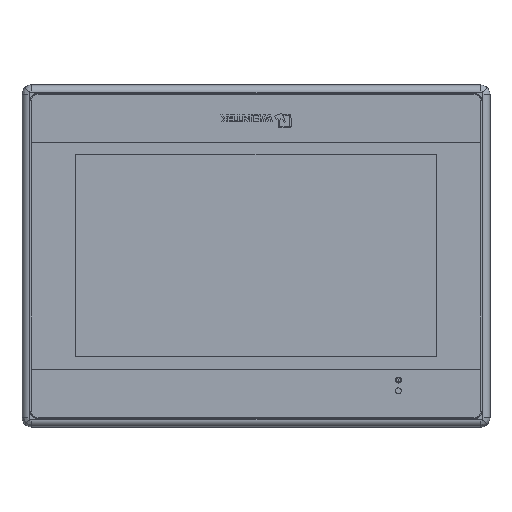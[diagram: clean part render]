
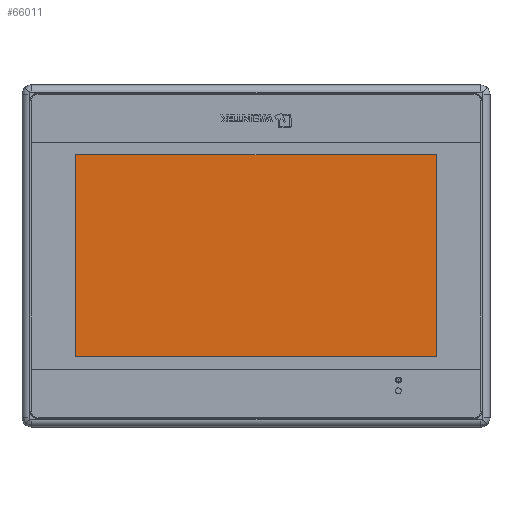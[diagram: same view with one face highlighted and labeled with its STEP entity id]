
A CAD part, top view. The second image highlights one B-rep face of the part: STEP entity #66011.
In plain terms, the highlighted planar face has unit normal (0, 0, 1).
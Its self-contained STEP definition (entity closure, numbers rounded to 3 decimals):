
#20183 = LINE ( 'NONE', #20185, #32807 ) ;
#20185 = CARTESIAN_POINT ( 'NONE',  ( 77.44, -66.093, 4.72 ) ) ;
#20186 = DIRECTION ( 'NONE',  ( 0., -1., 0. ) ) ;
#20270 = LINE ( 'NONE', #20271, #32891 ) ;
#20271 = CARTESIAN_POINT ( 'NONE',  ( -77.04, -66.093, 4.72 ) ) ;
#20272 = DIRECTION ( 'NONE',  ( 0., 1., 0. ) ) ;
#31877 = VERTEX_POINT ( 'NONE', #68766 ) ;
#31879 = VERTEX_POINT ( 'NONE', #68767 ) ;
#31885 = VERTEX_POINT ( 'NONE', #68770 ) ;
#31895 = VERTEX_POINT ( 'NONE', #68776 ) ;
#32807 = VECTOR ( 'NONE', #20186, 1000. ) ;
#32891 = VECTOR ( 'NONE', #20272, 1000. ) ;
#32956 = VECTOR ( 'NONE', #42271, 1000. ) ;
#33040 = VECTOR ( 'NONE', #42441, 1000. ) ;
#42267 = LINE ( 'NONE', #42270, #32956 ) ;
#42270 = CARTESIAN_POINT ( 'NONE',  ( -93.075, 43.597, 4.72 ) ) ;
#42271 = DIRECTION ( 'NONE',  ( 1., 0., 0. ) ) ;
#42436 = LINE ( 'NONE', #42439, #33040 ) ;
#42439 = CARTESIAN_POINT ( 'NONE',  ( -93.075, -43.023, 4.72 ) ) ;
#42441 = DIRECTION ( 'NONE',  ( -1., 0., 0. ) ) ;
#52333 = EDGE_LOOP ( 'NONE', ( #58315, #58354, #58222, #58294 ) ) ;
#58222 = ORIENTED_EDGE ( 'NONE', *, *, #71246, .F. ) ;
#58294 = ORIENTED_EDGE ( 'NONE', *, *, #71295, .F. ) ;
#58315 = ORIENTED_EDGE ( 'NONE', *, *, #71275, .F. ) ;
#58354 = ORIENTED_EDGE ( 'NONE', *, *, #71352, .F. ) ;
#62677 = AXIS2_PLACEMENT_3D ( 'NONE', #67212, #67233, #67234 ) ;
#66011 = ADVANCED_FACE ( 'NONE', ( #67227 ), #67229, .T. ) ;
#67212 = CARTESIAN_POINT ( 'NONE',  ( -93.075, -66.093, 4.72 ) ) ;
#67227 = FACE_OUTER_BOUND ( 'NONE', #52333, .T. ) ;
#67229 = PLANE ( 'NONE',  #62677 ) ;
#67233 = DIRECTION ( 'NONE',  ( 0., 0., 1. ) ) ;
#67234 = DIRECTION ( 'NONE',  ( -1., 0., 0. ) ) ;
#68766 = CARTESIAN_POINT ( 'NONE',  ( 77.44, -43.023, 4.72 ) ) ;
#68767 = CARTESIAN_POINT ( 'NONE',  ( -77.04, 43.597, 4.72 ) ) ;
#68770 = CARTESIAN_POINT ( 'NONE',  ( -77.04, -43.023, 4.72 ) ) ;
#68776 = CARTESIAN_POINT ( 'NONE',  ( 77.44, 43.597, 4.72 ) ) ;
#71246 = EDGE_CURVE ( 'NONE', #31895, #31877, #20183, .T. ) ;
#71275 = EDGE_CURVE ( 'NONE', #31885, #31879, #20270, .T. ) ;
#71295 = EDGE_CURVE ( 'NONE', #31879, #31895, #42267, .T. ) ;
#71352 = EDGE_CURVE ( 'NONE', #31877, #31885, #42436, .T. ) ;
